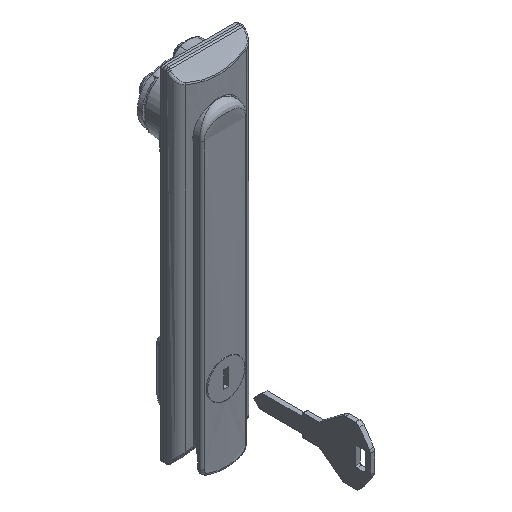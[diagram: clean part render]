
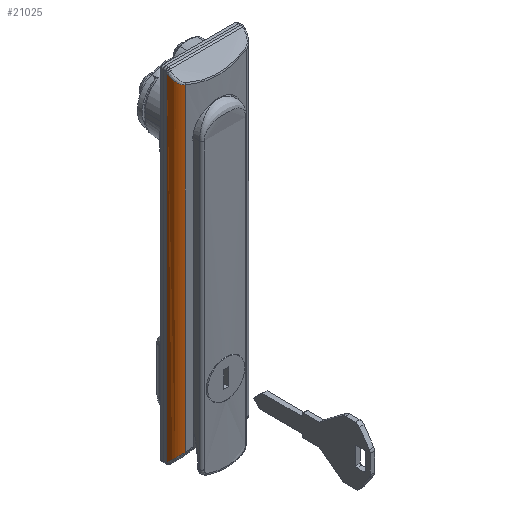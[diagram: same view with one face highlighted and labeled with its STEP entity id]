
A CAD part, isometric view. The second image highlights one B-rep face of the part: STEP entity #21025.
In plain terms, the highlighted free-form (B-spline) face has degree [1, 2] with [2, 3] control points.
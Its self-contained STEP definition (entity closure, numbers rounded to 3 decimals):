
#19157=CARTESIAN_POINT('',(-23.152,12.646,20.276));
#19158=VERTEX_POINT('',#19157);
#19304=CARTESIAN_POINT('',(-18.998,16.,24.094));
#19305=VERTEX_POINT('',#19304);
#19319=CARTESIAN_POINT('',(-23.152,12.646,20.276));
#19320=CARTESIAN_POINT('',(-23.122,12.786,20.309));
#19321=CARTESIAN_POINT('',(-23.085,12.922,20.349));
#19322=CARTESIAN_POINT('',(-23.001,13.185,20.439));
#19323=CARTESIAN_POINT('',(-22.953,13.311,20.491));
#19324=CARTESIAN_POINT('',(-22.873,13.496,20.575));
#19325=CARTESIAN_POINT('',(-22.845,13.557,20.605));
#19326=CARTESIAN_POINT('',(-22.787,13.676,20.666));
#19327=CARTESIAN_POINT('',(-22.756,13.735,20.698));
#19328=CARTESIAN_POINT('',(-22.662,13.907,20.797));
#19329=CARTESIAN_POINT('',(-22.595,14.017,20.866));
#19330=CARTESIAN_POINT('',(-22.454,14.227,21.011));
#19331=CARTESIAN_POINT('',(-22.38,14.327,21.087));
#19332=CARTESIAN_POINT('',(-22.225,14.518,21.243));
#19333=CARTESIAN_POINT('',(-22.144,14.61,21.323));
#19334=CARTESIAN_POINT('',(-21.892,14.871,21.572));
#19335=CARTESIAN_POINT('',(-21.716,15.025,21.743));
#19336=CARTESIAN_POINT('',(-21.347,15.299,22.091));
#19337=CARTESIAN_POINT('',(-21.156,15.418,22.268));
#19338=CARTESIAN_POINT('',(-20.757,15.625,22.629));
#19339=CARTESIAN_POINT('',(-20.549,15.713,22.812));
#19340=CARTESIAN_POINT('',(-20.119,15.856,23.183));
#19341=CARTESIAN_POINT('',(-19.9,15.909,23.367));
#19342=CARTESIAN_POINT('',(-19.455,15.981,23.732));
#19343=CARTESIAN_POINT('',(-19.228,16.,23.914));
#19344=CARTESIAN_POINT('',(-18.998,16.,24.094));
#19345=B_SPLINE_CURVE_WITH_KNOTS('',3,(#19319,#19320,#19321,#19322,#19323,#19324,#19325,#19326,#19327,#19328,#19329,#19330,#19331,#19332,#19333,#19334,#19335,#19336,#19337,#19338,#19339,#19340,#19341,#19342,#19343,#19344),.UNSPECIFIED.,.F.,.U.,(4,2,2,2,2,2,2,2,2,2,2,2,4),(0.0,0.063,0.125,0.156,0.187,0.25,0.313,0.375,0.5,0.625,0.75,0.875,1.0),.UNSPECIFIED.);
#19346=EDGE_CURVE('',#19158,#19305,#19345,.T.);
#19885=CARTESIAN_POINT('',(-23.152,12.646,-111.276));
#19886=VERTEX_POINT('',#19885);
#20042=CARTESIAN_POINT('',(-18.998,16.,-115.094));
#20043=VERTEX_POINT('',#20042);
#20091=CARTESIAN_POINT('',(-18.998,16.,-115.094));
#20092=CARTESIAN_POINT('',(-19.229,16.,-114.914));
#20093=CARTESIAN_POINT('',(-19.454,15.981,-114.733));
#20094=CARTESIAN_POINT('',(-19.897,15.91,-114.37));
#20095=CARTESIAN_POINT('',(-20.113,15.857,-114.188));
#20096=CARTESIAN_POINT('',(-20.537,15.718,-113.823));
#20097=CARTESIAN_POINT('',(-20.744,15.631,-113.64));
#20098=CARTESIAN_POINT('',(-20.998,15.5,-113.411));
#20099=CARTESIAN_POINT('',(-21.048,15.473,-113.365));
#20100=CARTESIAN_POINT('',(-21.148,15.417,-113.274));
#20101=CARTESIAN_POINT('',(-21.197,15.387,-113.229));
#20102=CARTESIAN_POINT('',(-21.342,15.297,-113.095));
#20103=CARTESIAN_POINT('',(-21.437,15.232,-113.006));
#20104=CARTESIAN_POINT('',(-21.715,15.026,-112.743));
#20105=CARTESIAN_POINT('',(-21.891,14.872,-112.573));
#20106=CARTESIAN_POINT('',(-22.141,14.613,-112.327));
#20107=CARTESIAN_POINT('',(-22.222,14.522,-112.246));
#20108=CARTESIAN_POINT('',(-22.378,14.33,-112.089));
#20109=CARTESIAN_POINT('',(-22.452,14.229,-112.013));
#20110=CARTESIAN_POINT('',(-22.593,14.019,-111.868));
#20111=CARTESIAN_POINT('',(-22.66,13.91,-111.799));
#20112=CARTESIAN_POINT('',(-22.754,13.739,-111.7));
#20113=CARTESIAN_POINT('',(-22.785,13.68,-111.669));
#20114=CARTESIAN_POINT('',(-22.843,13.561,-111.607));
#20115=CARTESIAN_POINT('',(-22.871,13.5,-111.577));
#20116=CARTESIAN_POINT('',(-22.952,13.314,-111.492));
#20117=CARTESIAN_POINT('',(-23.,13.186,-111.44));
#20118=CARTESIAN_POINT('',(-23.085,12.922,-111.349));
#20119=CARTESIAN_POINT('',(-23.122,12.786,-111.309));
#20120=CARTESIAN_POINT('',(-23.152,12.646,-111.276));
#20121=B_SPLINE_CURVE_WITH_KNOTS('',3,(#20091,#20092,#20093,#20094,#20095,#20096,#20097,#20098,#20099,#20100,#20101,#20102,#20103,#20104,#20105,#20106,#20107,#20108,#20109,#20110,#20111,#20112,#20113,#20114,#20115,#20116,#20117,#20118,#20119,#20120),.UNSPECIFIED.,.F.,.U.,(4,2,2,2,2,2,2,2,2,2,2,2,2,2,4),(0.0,0.125,0.25,0.375,0.406,0.438,0.5,0.625,0.688,0.75,0.813,0.844,0.875,0.938,1.0),.UNSPECIFIED.);
#20122=EDGE_CURVE('',#20043,#19886,#20121,.T.);
#20997=CARTESIAN_POINT('',(-23.16,12.609,-118.574));
#20998=CARTESIAN_POINT('',(-23.16,12.609,27.661));
#20999=CARTESIAN_POINT('',(-22.426,16.164,-118.574));
#21000=CARTESIAN_POINT('',(-22.426,16.164,27.661));
#21001=CARTESIAN_POINT('',(-18.8,15.995,-118.574));
#21002=CARTESIAN_POINT('',(-18.8,15.995,27.661));
#21010=(BOUNDED_SURFACE()B_SPLINE_SURFACE(1,2,((#20997,#20999,#21001),(#20998,#21000,#21002)),.UNSPECIFIED.,.F.,.F.,.U.)B_SPLINE_SURFACE_WITH_KNOTS((2,2),(3,3),(0.0,146.235),(0.0,6.272),.UNSPECIFIED.)GEOMETRIC_REPRESENTATION_ITEM()RATIONAL_B_SPLINE_SURFACE(((1.0,0.76,1.0),(1.0,0.76,1.0)))REPRESENTATION_ITEM('')SURFACE());
#21011=CARTESIAN_POINT('',(-18.998,16.,-115.094));
#21012=CARTESIAN_POINT('',(-18.998,16.,24.094));
#21013=QUASI_UNIFORM_CURVE('',1,(#21011,#21012),.UNSPECIFIED.,.F.,.U.);
#21014=EDGE_CURVE('',#20043,#19305,#21013,.T.);
#21015=ORIENTED_EDGE('',*,*,#21014,.F.);
#21016=ORIENTED_EDGE('',*,*,#20122,.T.);
#21017=CARTESIAN_POINT('',(-23.152,12.646,20.276));
#21018=CARTESIAN_POINT('',(-23.152,12.646,-111.276));
#21019=QUASI_UNIFORM_CURVE('',1,(#21017,#21018),.UNSPECIFIED.,.F.,.U.);
#21020=EDGE_CURVE('',#19158,#19886,#21019,.T.);
#21021=ORIENTED_EDGE('',*,*,#21020,.F.);
#21022=ORIENTED_EDGE('',*,*,#19346,.T.);
#21023=EDGE_LOOP('',(#21015,#21016,#21021,#21022));
#21024=FACE_OUTER_BOUND('',#21023,.T.);
#21025=ADVANCED_FACE('',(#21024),#21010,.T.);
